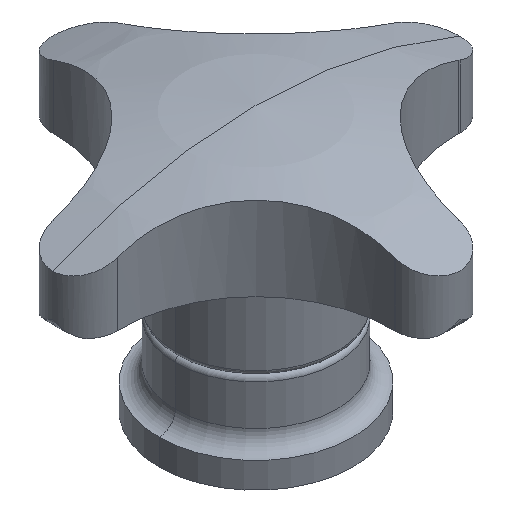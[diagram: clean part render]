
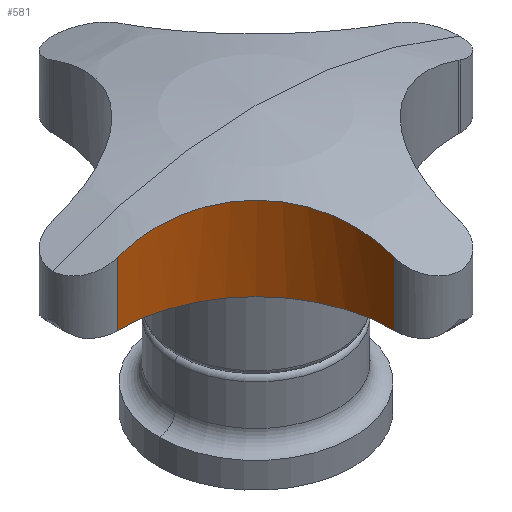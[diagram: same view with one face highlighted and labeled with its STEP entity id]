
A CAD part, isometric view. The second image highlights one B-rep face of the part: STEP entity #581.
In plain terms, the highlighted cylindrical face has radius 21 mm (diameter 42 mm), a partial arc.
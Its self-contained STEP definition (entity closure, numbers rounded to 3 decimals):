
#289=EDGE_CURVE('',#507,#339,#720,.T.);
#295=EDGE_CURVE('',#449,#589,#726,.T.);
#339=VERTEX_POINT('',#776);
#449=VERTEX_POINT('',#897);
#493=EDGE_CURVE('',#339,#449,#948,.T.);
#507=VERTEX_POINT('',#962);
#561=EDGE_CURVE('',#507,#589,#1020,.T.);
#581=ADVANCED_FACE('',(#1041),#1042,.F.);
#589=VERTEX_POINT('',#1051);
#720=CIRCLE('',#1268,21.0);
#726=B_SPLINE_CURVE_WITH_KNOTS('',3,(#1288,#1289,#1290,#1291,#1292,#1293,#1294,#1295,#1296,#1297,#1298,#1299,#1300,#1301,#1302,#1303,#1304,#1305,#1306,#1307,#1308,#1309),.UNSPECIFIED.,.F.,.F.,(4,2,2,2,2,2,2,2,2,2,4),(23.545,25.841,29.316,32.67,36.023,39.376,42.73,46.184,49.638,53.093,56.547),.UNSPECIFIED.);
#776=CARTESIAN_POINT('',(-26.403,-4.999,26.5));
#897=CARTESIAN_POINT('',(-26.403,-4.999,36.352));
#948=LINE('',#1723,#1724);
#962=CARTESIAN_POINT('',(-4.999,-26.403,26.5));
#1020=LINE('',#1857,#1858);
#1041=FACE_OUTER_BOUND('',#1903,.T.);
#1042=CYLINDRICAL_SURFACE('',#1904,21.0);
#1051=CARTESIAN_POINT('',(-4.999,-26.403,36.352));
#1268=AXIS2_PLACEMENT_3D('',#2176,#2177,#2178);
#1288=CARTESIAN_POINT('',(-26.403,-4.999,36.352));
#1289=CARTESIAN_POINT('',(-25.629,-4.984,36.624));
#1290=CARTESIAN_POINT('',(-24.853,-5.012,36.88));
#1291=CARTESIAN_POINT('',(-22.922,-5.188,37.48));
#1292=CARTESIAN_POINT('',(-21.778,-5.392,37.798));
#1293=CARTESIAN_POINT('',(-19.637,-5.951,38.332));
#1294=CARTESIAN_POINT('',(-18.559,-6.321,38.569));
#1295=CARTESIAN_POINT('',(-16.436,-7.261,38.965));
#1296=CARTESIAN_POINT('',(-15.391,-7.83,39.123));
#1297=CARTESIAN_POINT('',(-13.41,-9.142,39.346));
#1298=CARTESIAN_POINT('',(-12.472,-9.886,39.41));
#1299=CARTESIAN_POINT('',(-10.758,-11.496,39.444));
#1300=CARTESIAN_POINT('',(-9.983,-12.362,39.414));
#1301=CARTESIAN_POINT('',(-8.609,-14.162,39.273));
#1302=CARTESIAN_POINT('',(-7.964,-15.163,39.154));
#1303=CARTESIAN_POINT('',(-6.849,-17.286,38.819));
#1304=CARTESIAN_POINT('',(-6.377,-18.407,38.602));
#1305=CARTESIAN_POINT('',(-5.639,-20.696,38.08));
#1306=CARTESIAN_POINT('',(-5.372,-21.866,37.776));
#1307=CARTESIAN_POINT('',(-5.042,-24.176,37.102));
#1308=CARTESIAN_POINT('',(-4.978,-25.317,36.734));
#1309=CARTESIAN_POINT('',(-4.999,-26.403,36.352));
#1723=CARTESIAN_POINT('',(-26.403,-4.999,26.5));
#1724=VECTOR('',#2457,1.0);
#1857=CARTESIAN_POINT('',(-4.999,-26.403,26.5));
#1858=VECTOR('',#2530,1.0);
#1903=EDGE_LOOP('',(#2546,#2547,#2548,#2549));
#1904=AXIS2_PLACEMENT_3D('',#2550,#2551,#2552);
#2176=CARTESIAN_POINT('',(-25.995,-25.995,26.5));
#2177=DIRECTION('',(0.,0.,1.0));
#2178=DIRECTION('',(1.,-0.019,0.));
#2457=DIRECTION('',(0.0,0.0,1.0));
#2530=DIRECTION('',(0.0,0.0,1.0));
#2546=ORIENTED_EDGE('',*,*,#295,.F.);
#2547=ORIENTED_EDGE('',*,*,#493,.F.);
#2548=ORIENTED_EDGE('',*,*,#289,.F.);
#2549=ORIENTED_EDGE('',*,*,#561,.T.);
#2550=CARTESIAN_POINT('',(-25.995,-25.995,26.5));
#2551=DIRECTION('',(-0.0,-0.0,-1.0));
#2552=DIRECTION('',(1.,-0.019,0.0));
